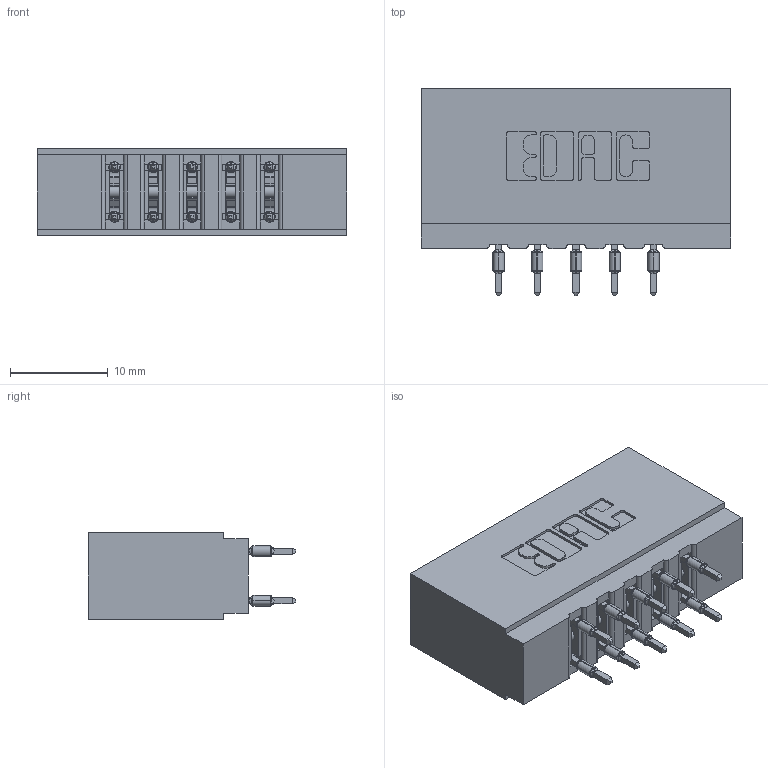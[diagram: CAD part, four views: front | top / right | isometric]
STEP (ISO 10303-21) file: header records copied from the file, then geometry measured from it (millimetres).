
FILE_DESCRIPTION (( 'STEP AP203' ), '1' );
FILE_NAME ('737-010-560-201.STEP', '2020-09-10T18:55:31', ( '' ), ( '' ), 'SwSTEP 2.0', 'SolidWorks 2020', '' );
FILE_SCHEMA (( 'CONFIG_CONTROL_DESIGN' ));
Length unit declared in the file: inch
Products named in the file (3): 737 Part_Insulator Option - 01; 737-010-560-201; 745-292-001_560
Assembly tree (11 placements, depth 2):
  737-010-560-201
    737 Part_Insulator Option - 01
    745-292-001_560  x10
Bounding box: 31.65 x 21.22 x 8.89 mm (x, y, z)
Volume: 3400.4 mm3; surface area: 4294.8 mm2
Topology: 11 solids, 11 shells, 1084 faces, 2965 edges, 1890 vertices
Faces by surface type: plane 569, cylinder 255, bspline 200, torus 60
Entity records: 13930 total; most frequent: CARTESIAN_POINT 2933, ORIENTED_EDGE 2294, DIRECTION 2039, EDGE_CURVE 1147, VECTOR 927, LINE 927, VERTEX_POINT 738, AXIS2_PLACEMENT_3D 556
